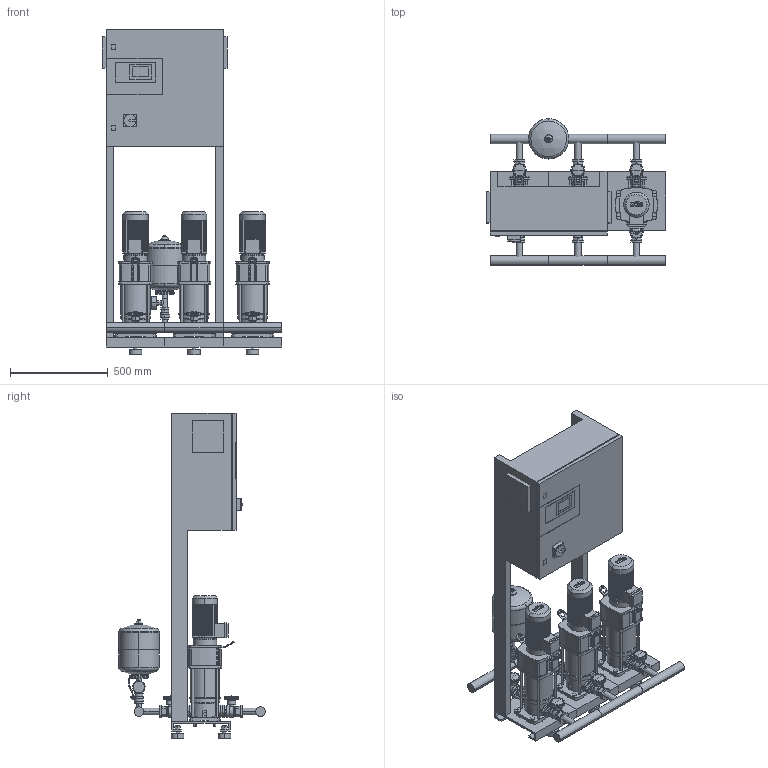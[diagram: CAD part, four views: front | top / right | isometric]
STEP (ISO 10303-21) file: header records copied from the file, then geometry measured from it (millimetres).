
FILE_DESCRIPTION((''),'2;1');
FILE_NAME('3d_CO-3HELIXV404_K_CC-01-2536416.stp','2016-01-25T09:26:45',(''),(''),'Mechanical Desktop 2009','Mechanical Desktop 2009',', , ');
FILE_SCHEMA(('CONFIG_CONTROL_DESIGN'));
Length unit declared in the file: millimetre
Products named in the file (1): Product
Bounding box: 920 x 750.15 x 1670 mm (x, y, z)
Volume: 150268013.3 mm3; surface area: 6879807.1 mm2
Topology: 126 solids, 126 shells, 3752 faces, 9583 edges, 6297 vertices
Faces by surface type: plane 1736, cylinder 1029, bspline 807, cone 156, torus 22, sphere 2
Entity records: 119633 total; most frequent: CARTESIAN_POINT 28864, ORIENTED_EDGE 19142, DIRECTION 17816, EDGE_CURVE 9571, VECTOR 6302, LINE 6302, VERTEX_POINT 6291, AXIS2_PLACEMENT_3D 5757
